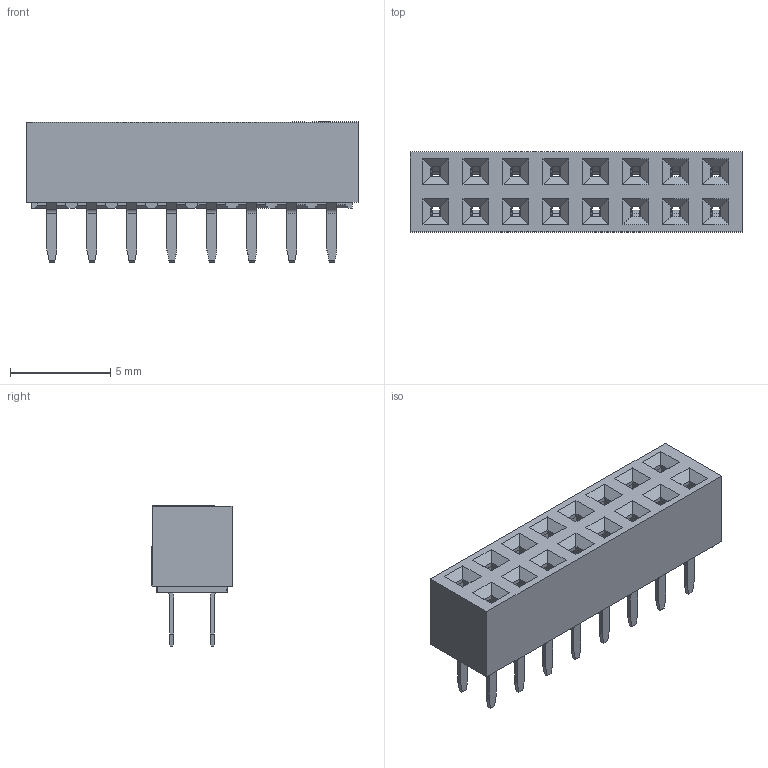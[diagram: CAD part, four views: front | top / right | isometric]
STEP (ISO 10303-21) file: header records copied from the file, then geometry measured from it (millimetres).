
FILE_DESCRIPTION(/* description */ ('Unknown'),/* implementation_level */ '2;1');
FILE_NAME(/* name */ 'J_Wurth_WR-PHD_62001621821',/* time_stamp */ '2025-04-25T11:34:56+08:00',/* author */ ('Unknown'),/* organization */ ('Unknown'),/* preprocessor_version */ 'ST-DEVELOPER v19.4',/* originating_system */ 'Solid Edge',/* authorisation */ 'Unknown');
FILE_SCHEMA (('AUTOMOTIVE_DESIGN {1 0 10303 214 3 1 1}'));
Products named in the file (2): J_Wurth_WR-PHD_62001621821
Assembly tree (1 placements, depth 2):
  J_Wurth_WR-PHD_62001621821
    J_Wurth_WR-PHD_62001621821
Bounding box: 16.6 x 4 x 7 mm (x, y, z)
Volume: 198.2 mm3; surface area: 841.9 mm2
Topology: 1 solids, 1 shells, 1835 faces, 5416 edges, 3440 vertices
Faces by surface type: plane 1163, cylinder 608, bspline 64
Entity records: 74610 total; most frequent: CARTESIAN_POINT 12133, ORIENTED_EDGE 10832, DIRECTION 9954, EDGE_CURVE 5416, LINE 4104, VECTOR 4104, VERTEX_POINT 3440, AXIS2_PLACEMENT_3D 2925
